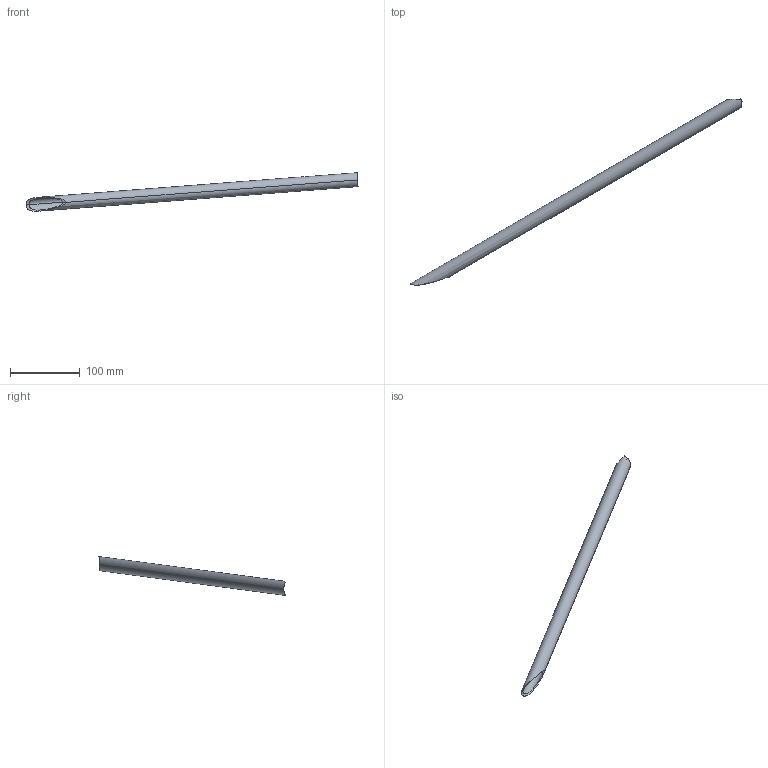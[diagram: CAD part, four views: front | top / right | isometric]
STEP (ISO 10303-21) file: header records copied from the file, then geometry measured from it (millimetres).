
FILE_DESCRIPTION(('CATIA V5 STEP Exchange'),'2;1');
FILE_NAME('101.stp','2021-12-12T18:39:38+00:00',('none'),('none'),'CATIA Version 5 Release 19 SP 2 (IN-10)','CATIA V5 STEP AP203','none');
FILE_SCHEMA(('CONFIG_CONTROL_DESIGN'));
Length unit declared in the file: millimetre
Products named in the file (1): Shape_498
Bounding box: 477.05 x 267.63 x 55.42 mm (x, y, z)
Volume: 44960.5 mm3; surface area: 60417.6 mm2
Topology: 1 solids, 1 shells, 9 faces, 27 edges, 18 vertices
Faces by surface type: cylinder 8, plane 1
Entity records: 643 total; most frequent: CARTESIAN_POINT 387, ORIENTED_EDGE 54, DIRECTION 27, EDGE_CURVE 27, B_SPLINE_CURVE_WITH_KNOTS 18, VERTEX_POINT 18, AXIS2_PLACEMENT_3D 11, ADVANCED_FACE 9
